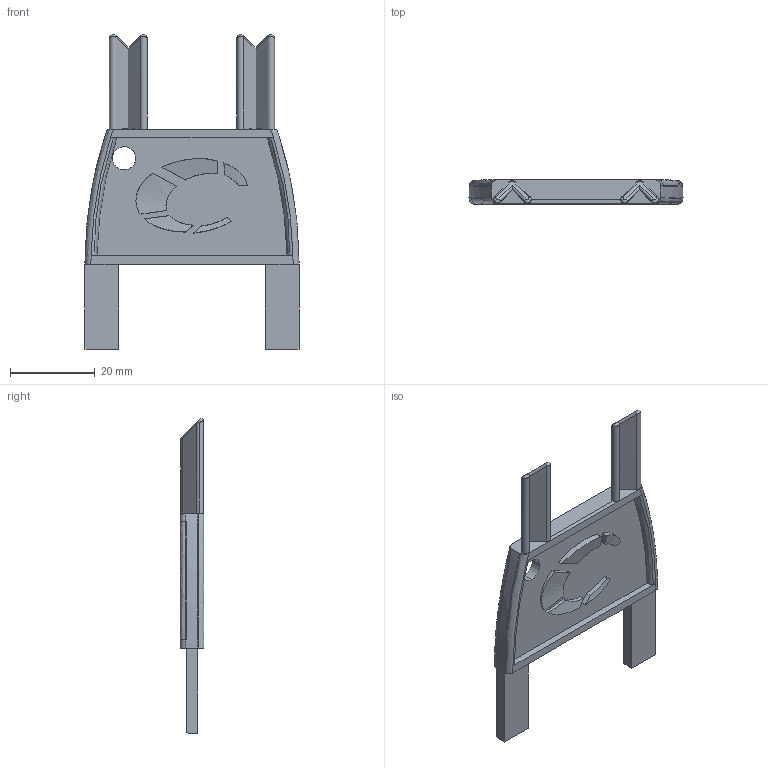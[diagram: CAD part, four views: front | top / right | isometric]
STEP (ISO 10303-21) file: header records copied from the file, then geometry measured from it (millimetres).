
FILE_DESCRIPTION (( 'STEP AP214' ), '1' );
FILE_NAME ('SHOKK_STPALL.STEP', '2022-09-23T14:46:56', ( '' ), ( '' ), 'SwSTEP 2.0', 'SolidWorks 2020', '' );
FILE_SCHEMA (( 'AUTOMOTIVE_DESIGN' ));
Length unit declared in the file: millimetre
Products named in the file (1): SHOKK_STPALL
Bounding box: 50.4 x 5.65 x 74.1 mm (x, y, z)
Volume: 6638.9 mm3; surface area: 6250.6 mm2
Topology: 1 solids, 1 shells, 200 faces, 550 edges, 360 vertices
Faces by surface type: bspline 87, plane 69, cylinder 34, cone 6, torus 4
Entity records: 8858 total; most frequent: CARTESIAN_POINT 4705, ORIENTED_EDGE 1096, EDGE_CURVE 548, DIRECTION 479, VERTEX_POINT 360, B_SPLINE_CURVE_WITH_KNOTS 301, EDGE_LOOP 212, FACE_OUTER_BOUND 200
